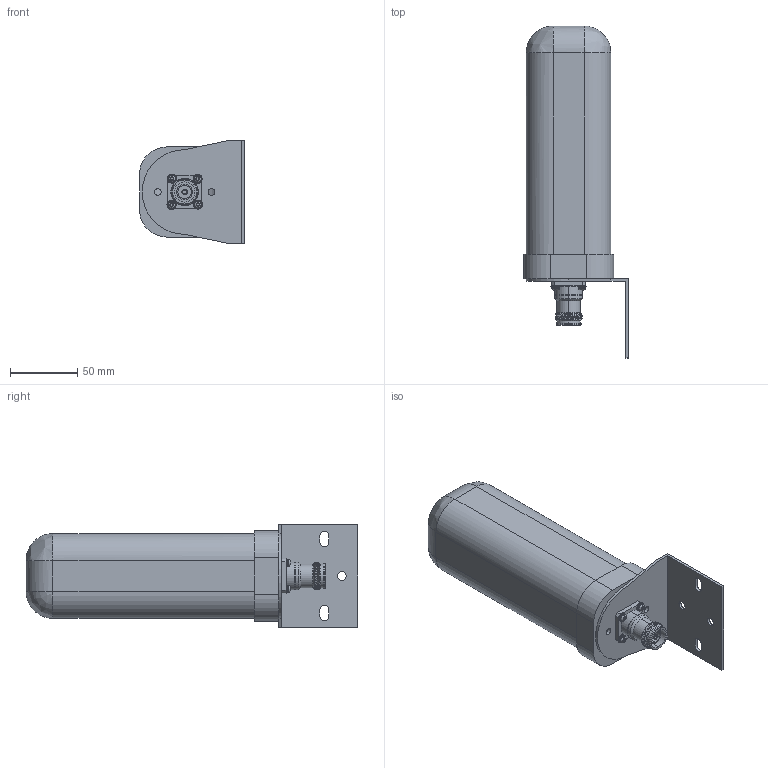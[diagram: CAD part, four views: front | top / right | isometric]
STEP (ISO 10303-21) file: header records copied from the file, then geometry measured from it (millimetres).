
FILE_DESCRIPTION (( 'STEP AP214' ), '1' );
FILE_NAME ('PE51OM1032.STEP', '2021-04-20T12:25:25', ( '' ), ( '' ), 'SwSTEP 2.0', 'SolidWorks 2020', '' );
FILE_SCHEMA (( 'AUTOMOTIVE_DESIGN' ));
Length unit declared in the file: millimetre
Products named in the file (1): PE51OM1032
Bounding box: 78 x 247 x 76 mm (x, y, z)
Surface area: 110854.9 mm2 (no closed solid volume)
Topology: 0 solids, 6 shells, 554 faces, 1425 edges, 899 vertices
Faces by surface type: plane 243, cylinder 199, bspline 72, cone 32, torus 8
Entity records: 23289 total; most frequent: CARTESIAN_POINT 10290, ORIENTED_EDGE 2801, DIRECTION 2576, EDGE_CURVE 1402, AXIS2_PLACEMENT_3D 974, VERTEX_POINT 899, VECTOR 628, LINE 628
